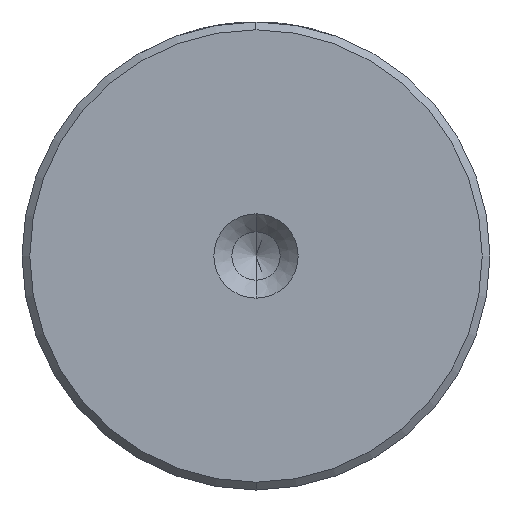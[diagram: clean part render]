
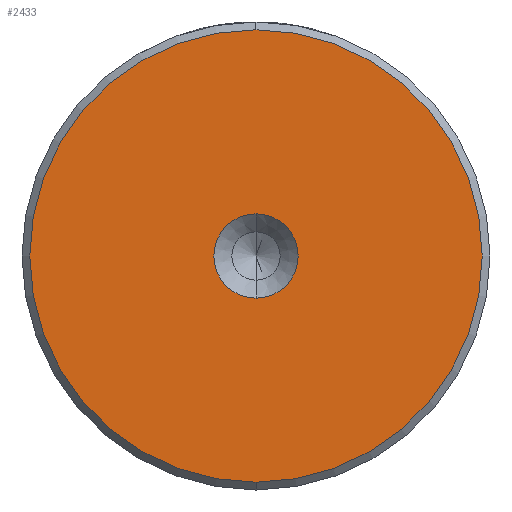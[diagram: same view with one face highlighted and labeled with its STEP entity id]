
A CAD part, left-side view. The second image highlights one B-rep face of the part: STEP entity #2433.
In plain terms, the highlighted planar face has unit normal (-1, 0, 0).
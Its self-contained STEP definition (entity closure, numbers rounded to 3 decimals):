
#11 = CARTESIAN_POINT ( 'NONE',  ( 0., 0., 2.7 ) ) ;
#51 = DIRECTION ( 'NONE',  ( -1., 0., 0. ) ) ;
#123 = EDGE_CURVE ( 'NONE', #598, #1252, #1977, .T. ) ;
#511 = EDGE_LOOP ( 'NONE', ( #3094, #1611 ) ) ;
#532 = CARTESIAN_POINT ( 'NONE',  ( 0., 0., -14.5 ) ) ;
#535 = EDGE_CURVE ( 'NONE', #2116, #2750, #2378, .T. ) ;
#543 = CARTESIAN_POINT ( 'NONE',  ( 0., 0., 0. ) ) ;
#545 = EDGE_LOOP ( 'NONE', ( #644, #2656 ) ) ;
#598 = VERTEX_POINT ( 'NONE', #532 ) ;
#616 = CARTESIAN_POINT ( 'NONE',  ( 0., 0., 14.5 ) ) ;
#644 = ORIENTED_EDGE ( 'NONE', *, *, #123, .T. ) ;
#836 = DIRECTION ( 'NONE',  ( -1., 0., 0. ) ) ;
#850 = DIRECTION ( 'NONE',  ( 0., 0., 1. ) ) ;
#894 = EDGE_CURVE ( 'NONE', #2750, #2116, #3351, .T. ) ;
#934 = AXIS2_PLACEMENT_3D ( 'NONE', #2651, #1059, #2920 ) ;
#990 = FACE_BOUND ( 'NONE', #511, .T. ) ;
#1056 = CIRCLE ( 'NONE', #1614, 14.5 ) ;
#1059 = DIRECTION ( 'NONE',  ( -1., 0., 0. ) ) ;
#1227 = AXIS2_PLACEMENT_3D ( 'NONE', #543, #51, #850 ) ;
#1252 = VERTEX_POINT ( 'NONE', #616 ) ;
#1356 = DIRECTION ( 'NONE',  ( 0., 0., 1. ) ) ;
#1528 = CARTESIAN_POINT ( 'NONE',  ( 0., 0., 0. ) ) ;
#1611 = ORIENTED_EDGE ( 'NONE', *, *, #894, .F. ) ;
#1614 = AXIS2_PLACEMENT_3D ( 'NONE', #3394, #836, #2684 ) ;
#1977 = CIRCLE ( 'NONE', #2794, 14.5 ) ;
#2059 = DIRECTION ( 'NONE',  ( 0., 0., 1. ) ) ;
#2116 = VERTEX_POINT ( 'NONE', #11 ) ;
#2342 = AXIS2_PLACEMENT_3D ( 'NONE', #1528, #2961, #1356 ) ;
#2378 = CIRCLE ( 'NONE', #1227, 2.7 ) ;
#2410 = EDGE_CURVE ( 'NONE', #1252, #598, #1056, .T. ) ;
#2433 = ADVANCED_FACE ( 'NONE', ( #3031, #990 ), #2852, .T. ) ;
#2651 = CARTESIAN_POINT ( 'NONE',  ( 0., 0., 0. ) ) ;
#2656 = ORIENTED_EDGE ( 'NONE', *, *, #2410, .T. ) ;
#2684 = DIRECTION ( 'NONE',  ( 0., 0., 1. ) ) ;
#2750 = VERTEX_POINT ( 'NONE', #2880 ) ;
#2794 = AXIS2_PLACEMENT_3D ( 'NONE', #3125, #2871, #2059 ) ;
#2852 = PLANE ( 'NONE',  #2342 ) ;
#2871 = DIRECTION ( 'NONE',  ( -1., 0., 0. ) ) ;
#2880 = CARTESIAN_POINT ( 'NONE',  ( 0., 0., -2.7 ) ) ;
#2920 = DIRECTION ( 'NONE',  ( 0., 0., 1. ) ) ;
#2961 = DIRECTION ( 'NONE',  ( -1., 0., 0. ) ) ;
#3031 = FACE_OUTER_BOUND ( 'NONE', #545, .T. ) ;
#3094 = ORIENTED_EDGE ( 'NONE', *, *, #535, .F. ) ;
#3125 = CARTESIAN_POINT ( 'NONE',  ( 0., 0., 0. ) ) ;
#3351 = CIRCLE ( 'NONE', #934, 2.7 ) ;
#3394 = CARTESIAN_POINT ( 'NONE',  ( 0., 0., 0. ) ) ;
